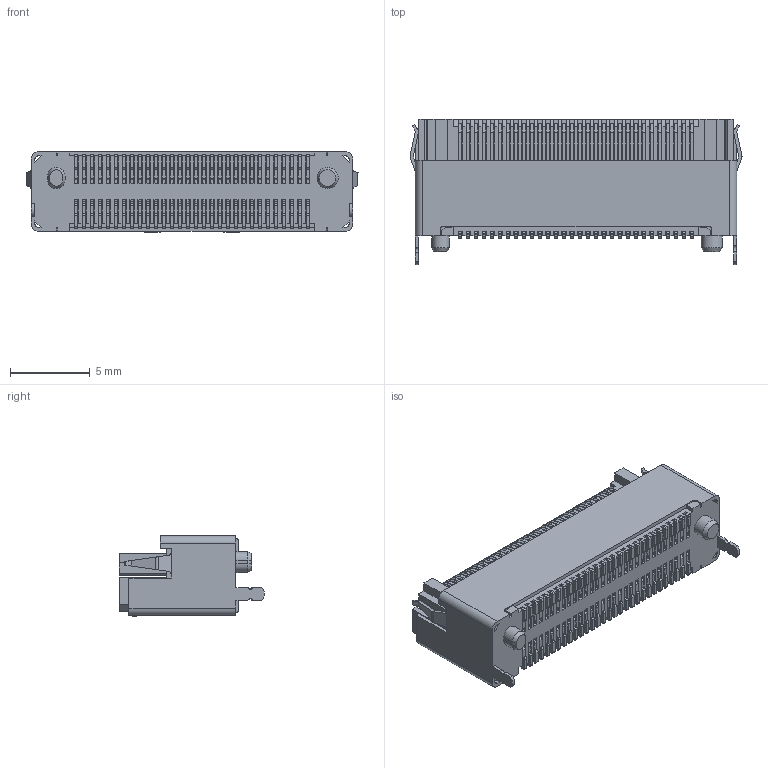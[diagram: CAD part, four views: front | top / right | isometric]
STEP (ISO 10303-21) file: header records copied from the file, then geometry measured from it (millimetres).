
FILE_DESCRIPTION(/* description */ ('STEP AP214'),/* implementation_level */ '2;1');
FILE_NAME(/* name */ 'LSHM-130-06.0-L-DV-A-S-TR',/* time_stamp */ '2024-07-21T19:44:50+02:00',/* author */ ('License CC BY-ND 4.0'),/* organization */ ('CADENAS'),/* preprocessor_version */ 'ST-DEVELOPER v19.3',/* originating_system */ 'PARTsolutions',/* authorisation */ ' ');
FILE_SCHEMA (('AUTOMOTIVE_DESIGN {1 0 10303 214 3 1 1}'));
Products named in the file (4): LSHM-130-06.0-L-DV-A-S-TR; LSHM-30-06.0-DV-A-S_STRIP; C-185--30-06.0-L-DV1P; C-185--30-06.0-DV1P2 L
Assembly tree (3 placements, depth 2):
  LSHM-130-06.0-L-DV-A-S-TR
    LSHM-30-06.0-DV-A-S_STRIP
    C-185--30-06.0-L-DV1P
    C-185--30-06.0-DV1P2 L
Bounding box: 20.8 x 9.1 x 5.03 mm (x, y, z)
Volume: 598.6 mm3; surface area: 2348.6 mm2
Topology: 3 solids, 3 shells, 2552 faces, 7609 edges, 4942 vertices
Faces by surface type: plane 2097, cylinder 452, cone 3
Full cylindrical faces by diameter (mm): 1.32 x1
Entity records: 91554 total; most frequent: ORIENTED_EDGE 15212, CARTESIAN_POINT 15103, DIRECTION 13629, EDGE_CURVE 7606, LINE 6695, VECTOR 6695, VERTEX_POINT 4941, AXIS2_PLACEMENT_3D 3467
